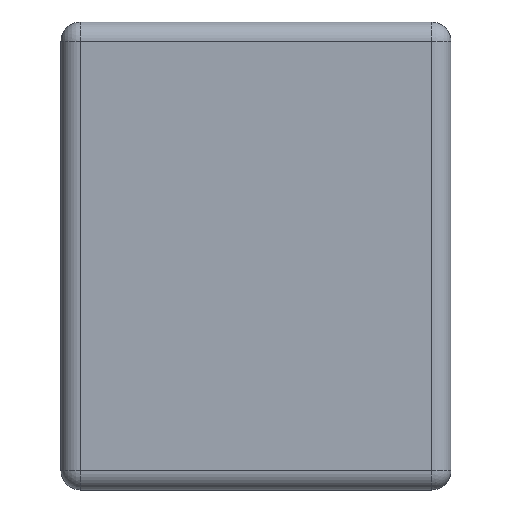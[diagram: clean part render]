
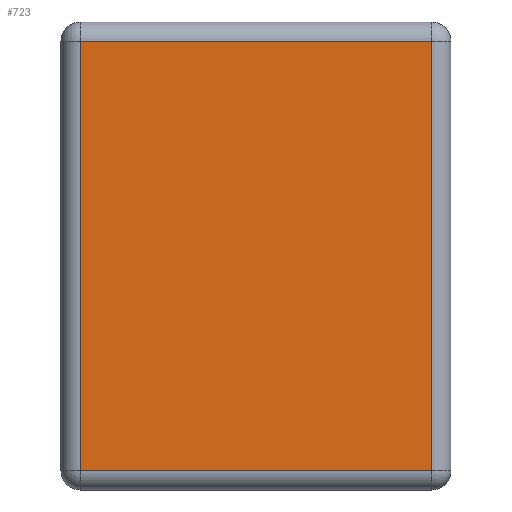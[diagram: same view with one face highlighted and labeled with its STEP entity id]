
A CAD part, left-side view. The second image highlights one B-rep face of the part: STEP entity #723.
In plain terms, the highlighted planar face has unit normal (-1, 0, 0).
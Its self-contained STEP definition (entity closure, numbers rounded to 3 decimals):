
#8 = DIRECTION ( 'NONE',  ( -1., 0., 0. ) ) ;
#20 = FACE_OUTER_BOUND ( 'NONE', #2923, .T. ) ;
#214 = CARTESIAN_POINT ( 'NONE',  ( -0.5, 0., 0.575 ) ) ;
#424 = LINE ( 'NONE', #214, #1183 ) ;
#532 = VERTEX_POINT ( 'NONE', #649 ) ;
#574 = CARTESIAN_POINT ( 'NONE',  ( -0.5, 0.225, 0.575 ) ) ;
#649 = CARTESIAN_POINT ( 'NONE',  ( -0.5, -0.225, 0.575 ) ) ;
#686 = LINE ( 'NONE', #2897, #866 ) ;
#723 = ADVANCED_FACE ( 'NONE', ( #20 ), #2940, .T. ) ;
#866 = VECTOR ( 'NONE', #1278, 1000. ) ;
#958 = ORIENTED_EDGE ( 'NONE', *, *, #1027, .T. ) ;
#981 = DIRECTION ( 'NONE',  ( 0., 1., 0. ) ) ;
#1027 = EDGE_CURVE ( 'NONE', #3275, #3127, #2396, .T. ) ;
#1075 = VECTOR ( 'NONE', #1294, 1000. ) ;
#1080 = CARTESIAN_POINT ( 'NONE',  ( -0.5, 0.225, 0.025 ) ) ;
#1086 = CARTESIAN_POINT ( 'NONE',  ( -0.5, 0., 0.6 ) ) ;
#1103 = ORIENTED_EDGE ( 'NONE', *, *, #1960, .T. ) ;
#1111 = CARTESIAN_POINT ( 'NONE',  ( -0.5, -0.225, 0.025 ) ) ;
#1183 = VECTOR ( 'NONE', #981, 1000. ) ;
#1276 = EDGE_CURVE ( 'NONE', #3228, #532, #686, .T. ) ;
#1278 = DIRECTION ( 'NONE',  ( 0., 0., 1. ) ) ;
#1294 = DIRECTION ( 'NONE',  ( 0., 0., -1. ) ) ;
#1526 = CARTESIAN_POINT ( 'NONE',  ( -0.5, -0.25, 0.025 ) ) ;
#1747 = VECTOR ( 'NONE', #1780, 1000. ) ;
#1766 = LINE ( 'NONE', #1526, #1747 ) ;
#1780 = DIRECTION ( 'NONE',  ( 0., -1., 0. ) ) ;
#1925 = ORIENTED_EDGE ( 'NONE', *, *, #1276, .T. ) ;
#1960 = EDGE_CURVE ( 'NONE', #3127, #3228, #1766, .T. ) ;
#2073 = ORIENTED_EDGE ( 'NONE', *, *, #2990, .T. ) ;
#2396 = LINE ( 'NONE', #3203, #1075 ) ;
#2416 = DIRECTION ( 'NONE',  ( 0., 0., 1. ) ) ;
#2897 = CARTESIAN_POINT ( 'NONE',  ( -0.5, -0.225, 0.6 ) ) ;
#2923 = EDGE_LOOP ( 'NONE', ( #2073, #958, #1103, #1925 ) ) ;
#2940 = PLANE ( 'NONE',  #3245 ) ;
#2990 = EDGE_CURVE ( 'NONE', #532, #3275, #424, .T. ) ;
#3127 = VERTEX_POINT ( 'NONE', #1080 ) ;
#3203 = CARTESIAN_POINT ( 'NONE',  ( -0.5, 0.225, 0. ) ) ;
#3228 = VERTEX_POINT ( 'NONE', #1111 ) ;
#3245 = AXIS2_PLACEMENT_3D ( 'NONE', #1086, #8, #2416 ) ;
#3275 = VERTEX_POINT ( 'NONE', #574 ) ;
